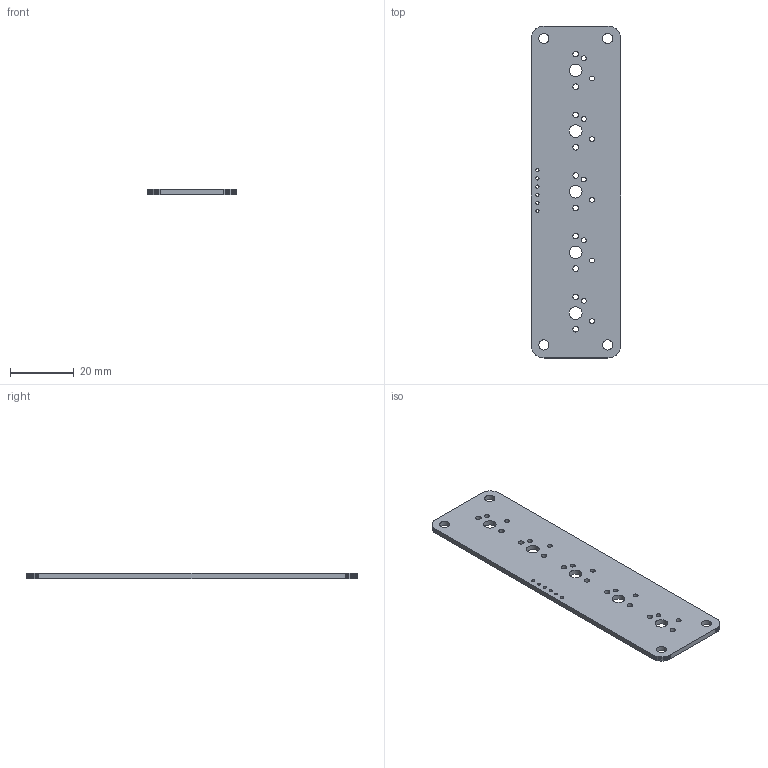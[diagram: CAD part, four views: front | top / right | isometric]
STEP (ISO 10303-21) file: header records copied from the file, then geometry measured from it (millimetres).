
FILE_DESCRIPTION(/* description */ (''),/* implementation_level */ '2;1');
FILE_NAME(/* name */ 'Printer-keys5 PCB.step',/* time_stamp */ '2023-07-22T15:11:04+02:00',/* author */ (''),/* organization */ (''),/* preprocessor_version */ 'ST-DEVELOPER v19.2',/* originating_system */ 'Autodesk Translation Framework v12.6.0.85',/* authorisation */ '');
FILE_SCHEMA (('AUTOMOTIVE_DESIGN { 1 0 10303 214 3 1 1 }'));
Length unit declared in the file: millimetre
Products named in the file (1): Printer-keys5 PCB
Bounding box: 28 x 104 x 1.6 mm (x, y, z)
Volume: 4410.5 mm3; surface area: 6283.8 mm2
Topology: 1 solids, 1 shells, 105 faces, 309 edges, 206 vertices
Faces by surface type: plane 70, cylinder 35
Full cylindrical faces by diameter (mm): 1 x6, 1.524 x10, 1.75 x10, 3.2 x4, 3.988 x5
Entity records: 3673 total; most frequent: CARTESIAN_POINT 621, ORIENTED_EDGE 618, DIRECTION 591, EDGE_CURVE 309, LINE 239, VECTOR 239, VERTEX_POINT 206, AXIS2_PLACEMENT_3D 176
